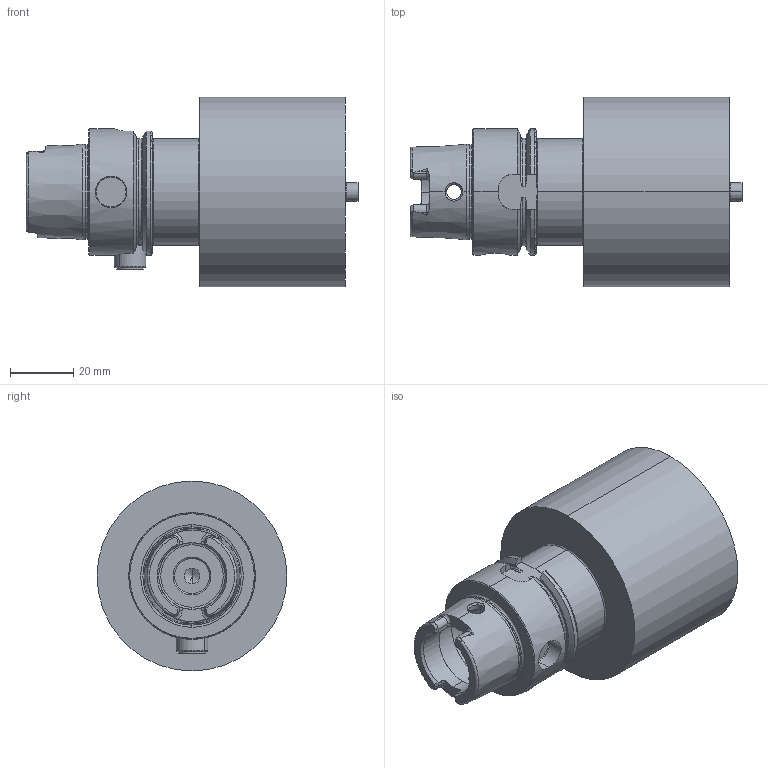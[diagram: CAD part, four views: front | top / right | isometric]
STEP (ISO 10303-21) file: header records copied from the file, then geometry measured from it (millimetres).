
FILE_DESCRIPTION (( 'STEP AP214' ), '1' );
FILE_NAME ('HR4.Ro6.060.081.STEP', '2024-01-15T10:34:20', ( '' ), ( '' ), 'SwSTEP 2.0', 'SolidWorks 2022', '' );
FILE_SCHEMA (( 'AUTOMOTIVE_DESIGN' ));
Length unit declared in the file: millimetre
Products named in the file (4): HR4-Ro6.060.081_A_Fertigbearbeitung; HR4.Ro6.060.081; ISO 14581 - M4x12; HRX-ER1.010.007_A
Assembly tree (3 placements, depth 2):
  HR4.Ro6.060.081
    HR4-Ro6.060.081_A_Fertigbearbeitung
    HRX-ER1.010.007_A
    ISO 14581 - M4x12
Bounding box: 104.9 x 60 x 60 mm (x, y, z)
Volume: 168220.1 mm3; surface area: 24695.3 mm2
Topology: 3 solids, 3 shells, 217 faces, 542 edges, 332 vertices
Faces by surface type: cylinder 79, plane 49, cone 44, torus 41, bspline 4
Entity records: 8932 total; most frequent: CARTESIAN_POINT 2419, DIRECTION 1106, ORIENTED_EDGE 1072, EDGE_CURVE 536, AXIS2_PLACEMENT_3D 465, VERTEX_POINT 332, CIRCLE 246, EDGE_LOOP 230
